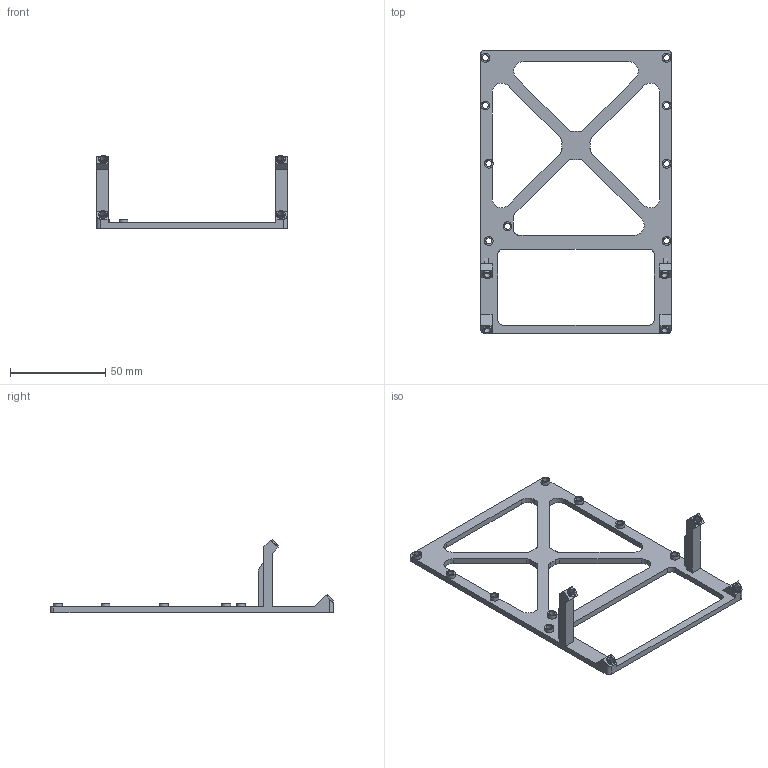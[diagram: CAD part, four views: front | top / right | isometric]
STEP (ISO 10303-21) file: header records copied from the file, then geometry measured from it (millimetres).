
FILE_DESCRIPTION(/* description */ ('STEP AP242','CAx-IF Rec.Pracs.---Representation and Presentation of Product Manufacturing Information (PMI)---4.0---2014-10-13','CAx-IF Rec.Pracs.---3D Tessellated Geometry---0.4---2014-09-14','2;1'),/* implementation_level */ '2;1');
FILE_NAME(/* name */ '62e571fcda23c73a67ca6e52',/* time_stamp */ '2022-07-30T18:01:32+00:00',/* author */ (''),/* organization */ (''),/* preprocessor_version */ 'ST-DEVELOPER v18.102',/* originating_system */ ' ',/* authorisation */ ' ');
FILE_SCHEMA (('AP242_MANAGED_MODEL_BASED_3D_ENGINEERING_MIM_LF { 1 0 10303 442 1 1 4 }'));
Length unit declared in the file: metre
Products named in the file (1): Main PCB Stand
Bounding box: 100 x 148.73 x 38.46 mm (x, y, z)
Volume: 18192.2 mm3; surface area: 17677.7 mm2
Topology: 1 solids, 1 shells, 120 faces, 320 edges, 214 vertices
Faces by surface type: plane 65, cylinder 55
Full cylindrical faces by diameter (mm): 3.15 x13, 4.65 x13
Entity records: 3708 total; most frequent: DIRECTION 644, CARTESIAN_POINT 623, ORIENTED_EDGE 582, EDGE_CURVE 291, AXIS2_PLACEMENT_3D 232, VERTEX_POINT 211, EDGE_LOOP 194, FACE_BOUND 194
